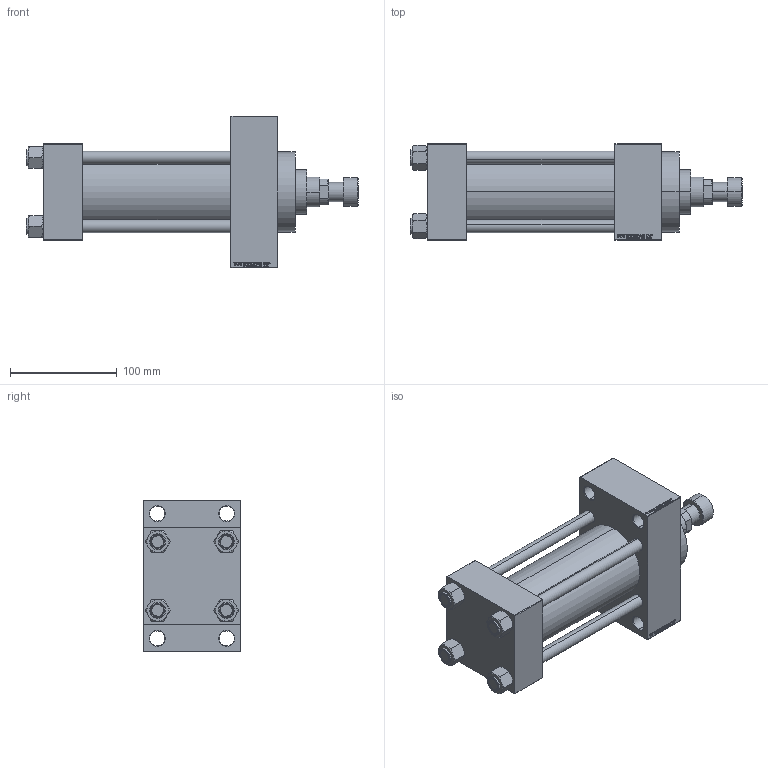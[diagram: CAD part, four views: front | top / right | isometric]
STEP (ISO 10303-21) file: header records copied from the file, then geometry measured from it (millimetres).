
FILE_DESCRIPTION (( 'STEP AP203' ), '1' );
FILE_NAME ('eb71.STEP', '2022-04-15T15:27:35', ( '' ), ( '' ), 'SwSTEP 2.0', 'SolidWorks 2019', '' );
FILE_SCHEMA (( 'CONFIG_CONTROL_DESIGN' ));
Length unit declared in the file: millimetre
Products named in the file (7): V215CR_D_TYCINKA 0cfaaf691b6875bf261e61f89400e02d; V215_VC_A 0cfaaf691b6875bf261e61f89400e02d; NUT_M5_D 0cfaaf691b6875bf261e61f89400e02d; eb71; V215CR_ROD_END_F 0cfaaf691b6875bf261e61f89400e02d; V215CR_VCP_D 0cfaaf691b6875bf261e61f89400e02d; V215CR_D_Body 0cfaaf691b6875bf261e61f89400e02d
Assembly tree (12 placements, depth 2):
  eb71
    V215CR_D_Body 0cfaaf691b6875bf261e61f89400e02d
    V215CR_VCP_D 0cfaaf691b6875bf261e61f89400e02d
    NUT_M5_D 0cfaaf691b6875bf261e61f89400e02d  x4
    V215CR_D_TYCINKA 0cfaaf691b6875bf261e61f89400e02d  x4
    V215_VC_A 0cfaaf691b6875bf261e61f89400e02d
    V215CR_ROD_END_F 0cfaaf691b6875bf261e61f89400e02d
Bounding box: 311 x 90 x 142 mm (x, y, z)
Volume: 1251758.6 mm3; surface area: 254055.4 mm2
Topology: 12 solids, 12 shells, 1126 faces, 2794 edges, 1807 vertices
Faces by surface type: plane 503, bspline 368, cone 146, cylinder 97, torus 12
Entity records: 47907 total; most frequent: CARTESIAN_POINT 25165, ORIENTED_EDGE 5080, DIRECTION 3316, EDGE_CURVE 2540, VERTEX_POINT 1663, VECTOR 1516, LINE 1516, EDGE_LOOP 1141
